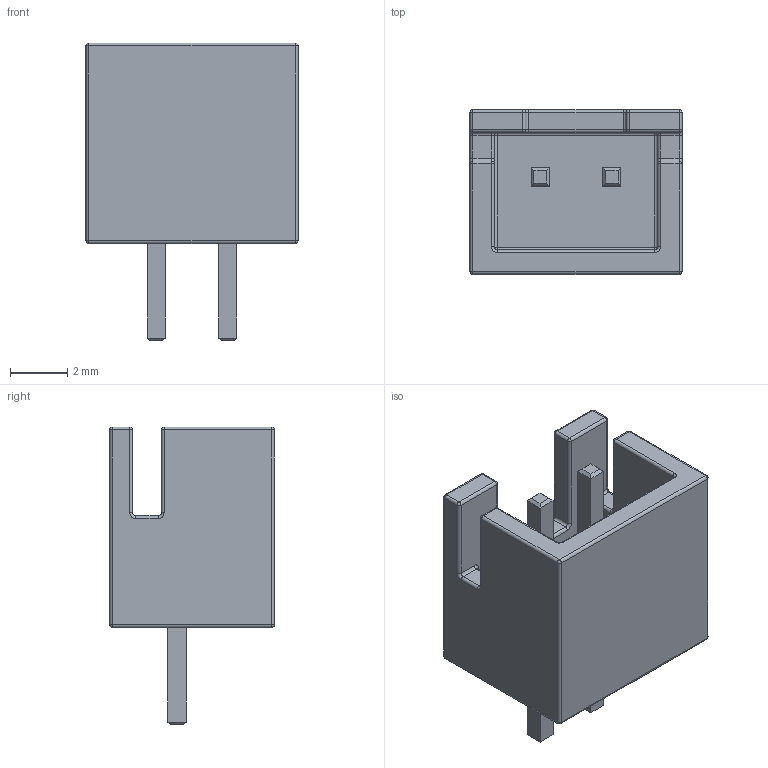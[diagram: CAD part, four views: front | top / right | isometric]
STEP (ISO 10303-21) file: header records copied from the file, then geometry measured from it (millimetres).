
FILE_DESCRIPTION(/* description */ (''),/* implementation_level */ '2;1');
FILE_NAME(/* name */ '2.stp',/* time_stamp */ '2020-09-26T11:01:03+02:00',/* author */ ('k'),/* organization */ (''),/* preprocessor_version */ 'ST-DEVELOPER v15.6',/* originating_system */ 'Autodesk Inventor 2015',/* authorisation */ '');
FILE_SCHEMA (('AUTOMOTIVE_DESIGN { 1 0 10303 214 3 1 1 }'));
Length unit declared in the file: millimetre
Products named in the file (5): 1; B2B-XH-A; JST Logo adjustable; 2
Bounding box: 7.4 x 5.75 x 10.4 mm (x, y, z)
Volume: 178.6 mm3; surface area: 376.9 mm2
Topology: 7 solids, 7 shells, 177 faces, 379 edges, 216 vertices
Faces by surface type: plane 80, cylinder 61, sphere 22, torus 14
Entity records: 4830 total; most frequent: DIRECTION 887, CARTESIAN_POINT 781, ORIENTED_EDGE 758, EDGE_CURVE 379, AXIS2_PLACEMENT_3D 322, LINE 243, VECTOR 243, VERTEX_POINT 216
